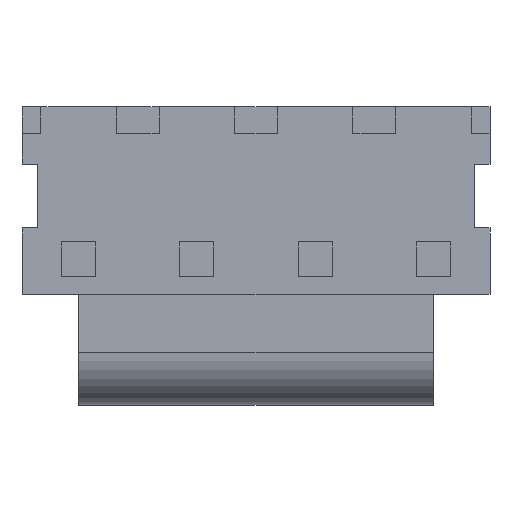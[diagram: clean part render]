
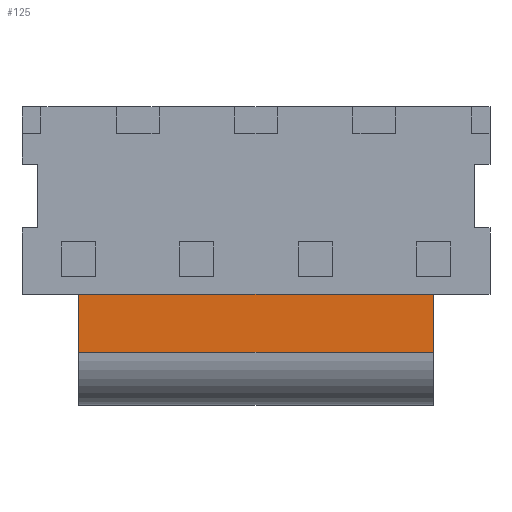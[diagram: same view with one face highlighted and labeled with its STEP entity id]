
A CAD part, front view. The second image highlights one B-rep face of the part: STEP entity #125.
In plain terms, the highlighted planar face has unit normal (0, -1, 0).
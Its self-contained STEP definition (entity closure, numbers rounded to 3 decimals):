
#125=ADVANCED_FACE('',(#288),#289,.T.);
#288=FACE_OUTER_BOUND('',#490,.T.);
#289=PLANE('',#491);
#490=EDGE_LOOP('',(#1045,#1046,#1047,#1048));
#491=AXIS2_PLACEMENT_3D('',#1049,#1050,#1051);
#1045=ORIENTED_EDGE('',*,*,#1539,.T.);
#1046=ORIENTED_EDGE('',*,*,#1537,.T.);
#1047=ORIENTED_EDGE('',*,*,#1540,.F.);
#1048=ORIENTED_EDGE('',*,*,#1511,.F.);
#1049=CARTESIAN_POINT('',(5.944,-1.905,-3.143));
#1050=DIRECTION('',(0.0,-1.0,0.0));
#1051=DIRECTION('',(0.0,0.0,-1.0));
#1511=EDGE_CURVE('',#1893,#1895,#1896,.T.);
#1537=EDGE_CURVE('',#1945,#1943,#1946,.T.);
#1539=EDGE_CURVE('',#1893,#1945,#1948,.T.);
#1540=EDGE_CURVE('',#1895,#1943,#1949,.T.);
#1893=VERTEX_POINT('',#2455);
#1895=VERTEX_POINT('',#2458);
#1896=LINE('',#2459,#2460);
#1943=VERTEX_POINT('',#2522);
#1945=VERTEX_POINT('',#2524);
#1946=LINE('',#2525,#2526);
#1948=LINE('',#2529,#2530);
#1949=LINE('',#2531,#2532);
#2455=CARTESIAN_POINT('',(5.944,-1.905,-3.143));
#2458=CARTESIAN_POINT('',(5.944,-1.905,-5.086));
#2459=CARTESIAN_POINT('',(5.944,-1.905,-3.143));
#2460=VECTOR('',#2829,1.943);
#2522=CARTESIAN_POINT('',(-5.944,-1.905,-5.086));
#2524=CARTESIAN_POINT('',(-5.944,-1.905,-3.143));
#2525=CARTESIAN_POINT('',(-5.944,-1.905,-3.143));
#2526=VECTOR('',#2875,1.943);
#2529=CARTESIAN_POINT('',(5.944,-1.905,-3.143));
#2530=VECTOR('',#2877,11.887);
#2531=CARTESIAN_POINT('',(5.944,-1.905,-5.086));
#2532=VECTOR('',#2878,11.887);
#2829=DIRECTION('',(0.0,0.0,-1.0));
#2875=DIRECTION('',(0.0,0.0,-1.0));
#2877=DIRECTION('',(-1.0,0.0,0.0));
#2878=DIRECTION('',(-1.0,0.0,0.0));
